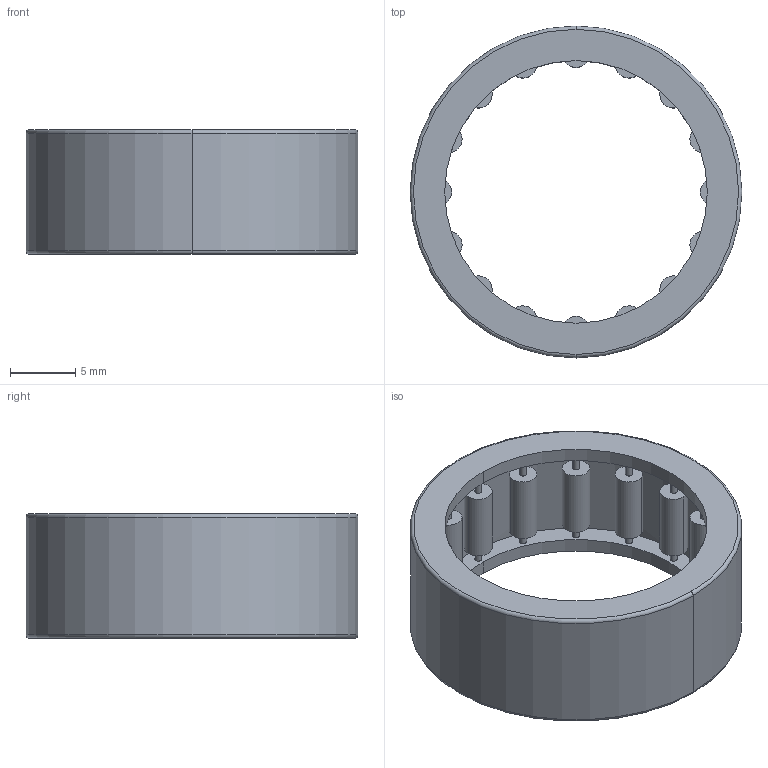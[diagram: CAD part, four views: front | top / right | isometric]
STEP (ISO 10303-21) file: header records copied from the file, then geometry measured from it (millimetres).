
FILE_DESCRIPTION (( 'STEP AP214' ), '1' );
FILE_NAME ('WCP-0906.step', '2025-02-03T22:01:49', ( '' ), ( '' ), 'SwSTEP 2.0', 'SolidWorks 2022', '' );
FILE_SCHEMA (( 'AUTOMOTIVE_DESIGN' ));
Length unit declared in the file: inch
Products named in the file (1): WCP-0906
Bounding box: 25.4 x 25.4 x 9.53 mm (x, y, z)
Volume: 1316.3 mm3; surface area: 2643.7 mm2
Topology: 1 solids, 1 shells, 160 faces, 422 edges, 280 vertices
Faces by surface type: cylinder 120, plane 36, torus 4
Entity records: 5290 total; most frequent: DIRECTION 1028, CARTESIAN_POINT 863, ORIENTED_EDGE 844, AXIS2_PLACEMENT_3D 445, EDGE_CURVE 422, CIRCLE 284, VERTEX_POINT 280, EDGE_LOOP 242
